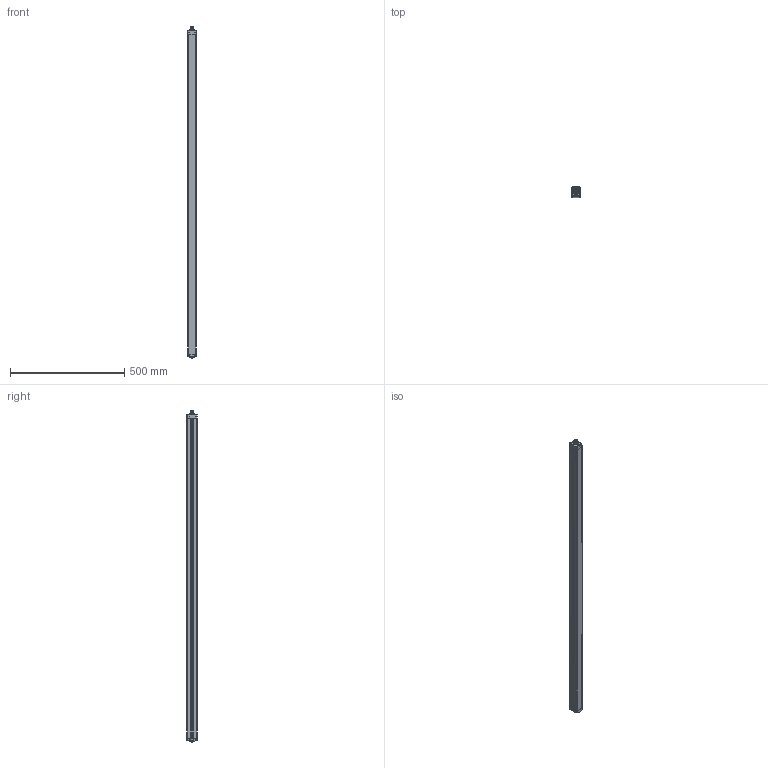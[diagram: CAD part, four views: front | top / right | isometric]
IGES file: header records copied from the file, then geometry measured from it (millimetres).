
Start section:  PTC IGES file: 145437.igs
Global section: file name: 145437.igs; native system: Pro/ENGINEER by Parametric Technology Corporation; preprocessor: 2009141; author: banengservice; organization: Unknown; date: 20110228.114243; units: inch
Bounding box: 36 x 45.76 x 1454.12 mm (x, y, z)
Volume: 897991.5 mm3; surface area: 534853.4 mm2
Topology: 1 solids, 2 shells, 1096 faces, 2864 edges, 1802 vertices
Faces by surface type: revolution 647, bspline 449
